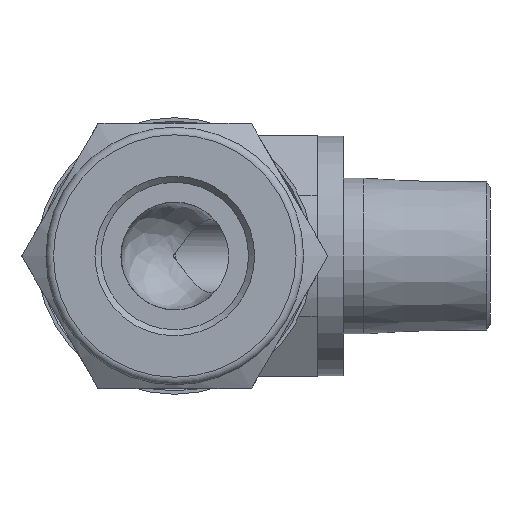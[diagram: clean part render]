
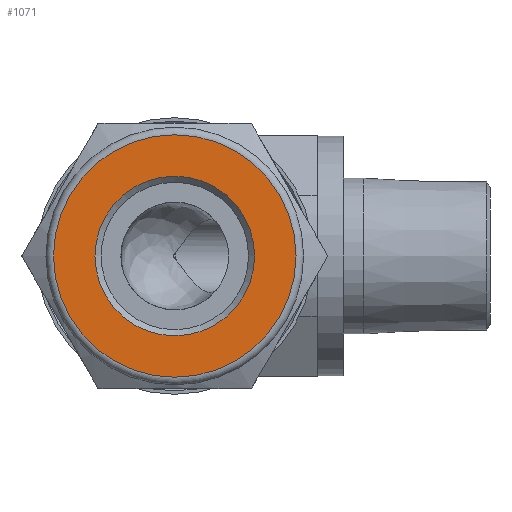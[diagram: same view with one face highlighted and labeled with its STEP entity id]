
A CAD part, left-side view. The second image highlights one B-rep face of the part: STEP entity #1071.
In plain terms, the highlighted planar face has unit normal (-1, 0, 0).
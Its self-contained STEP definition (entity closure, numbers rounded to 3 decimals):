
#70=FACE_BOUND('',#248,.T.);
#104=CIRCLE('',#1173,8.);
#119=CIRCLE('',#1201,5.265);
#175=FACE_OUTER_BOUND('',#247,.T.);
#247=EDGE_LOOP('',(#858));
#248=EDGE_LOOP('',(#859));
#482=VERTEX_POINT('',#1739);
#495=VERTEX_POINT('',#1789);
#600=EDGE_CURVE('',#482,#482,#104,.T.);
#624=EDGE_CURVE('',#495,#495,#119,.T.);
#858=ORIENTED_EDGE('',*,*,#600,.F.);
#859=ORIENTED_EDGE('',*,*,#624,.T.);
#1019=PLANE('',#1202);
#1071=ADVANCED_FACE('',(#175,#70),#1019,.T.);
#1173=AXIS2_PLACEMENT_3D('',#1741,#1375,#1376);
#1201=AXIS2_PLACEMENT_3D('',#1791,#1440,#1441);
#1202=AXIS2_PLACEMENT_3D('',#1792,#1442,#1443);
#1375=DIRECTION('center_axis',(1.,0.,0.));
#1376=DIRECTION('ref_axis',(0.,0.,-1.));
#1440=DIRECTION('center_axis',(1.,0.,0.));
#1441=DIRECTION('ref_axis',(0.,0.,-1.));
#1442=DIRECTION('center_axis',(-1.,0.,0.));
#1443=DIRECTION('ref_axis',(0.,0.,1.));
#1739=CARTESIAN_POINT('',(-30.589,0.,8.));
#1741=CARTESIAN_POINT('Origin',(-30.589,0.,
0.));
#1789=CARTESIAN_POINT('',(-30.589,-5.265,0.));
#1791=CARTESIAN_POINT('Origin',(-30.589,0.,
0.));
#1792=CARTESIAN_POINT('Origin',(-30.589,8.,0.));
